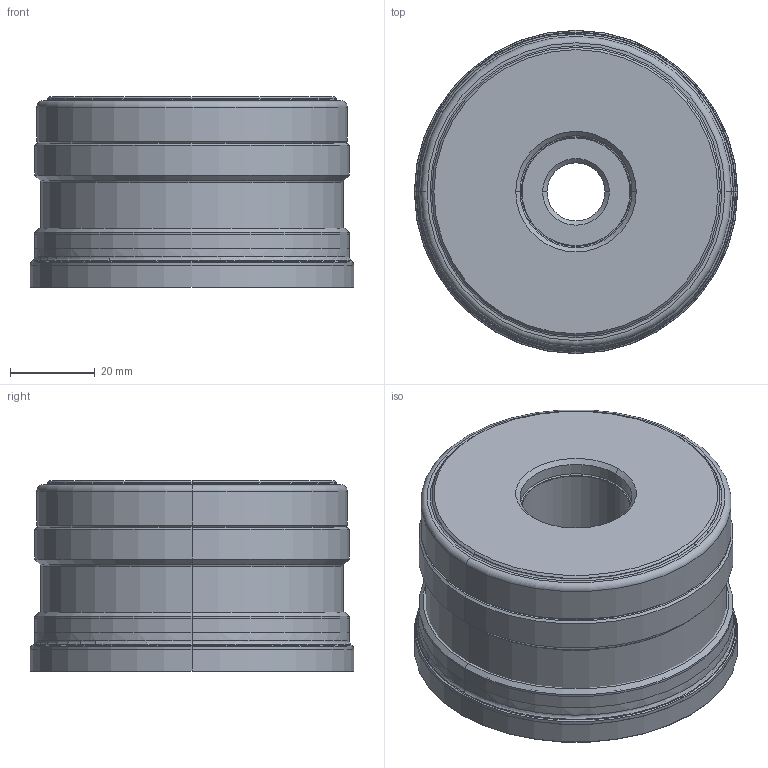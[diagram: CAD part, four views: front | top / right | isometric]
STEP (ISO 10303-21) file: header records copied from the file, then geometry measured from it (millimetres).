
FILE_DESCRIPTION(/* description */ (''),/* implementation_level */ '2;1');
FILE_NAME(/* name */ 'FMAXUR0310C_IR0_004.stp',/* time_stamp */ '2023-03-06T12:44:50+09:00',/* author */ (''),/* organization */ (''),/* preprocessor_version */ 'ST-DEVELOPER v16',/* originating_system */ 'SIEMENS PLM Software NX 10.0',/* authorisation */ '');
FILE_SCHEMA (('AUTOMOTIVE_DESIGN { 1 0 10303 214 3 1 1 1 }'));
Length unit declared in the file: millimetre
Products named in the file (1): FMAXUR0310C_IR0_004_ASM_5_ASM
Bounding box: 76.2 x 76.2 x 45 mm (x, y, z)
Volume: 184125.9 mm3; surface area: 30622.5 mm2
Topology: 2 solids, 2 shells, 114 faces, 311 edges, 237 vertices
Faces by surface type: cone 34, cylinder 28, torus 26, plane 12, revolution 12, bspline 2
Entity records: 4229 total; most frequent: CARTESIAN_POINT 1051, DIRECTION 728, ORIENTED_EDGE 568, AXIS2_PLACEMENT_3D 320, EDGE_CURVE 284, CIRCLE 212, VERTEX_POINT 182, EDGE_LOOP 126
